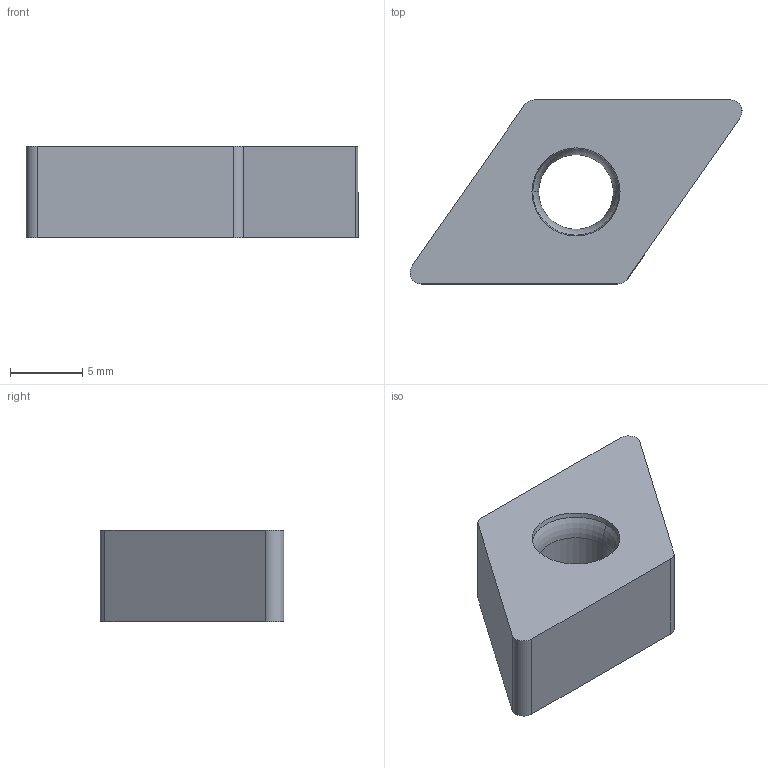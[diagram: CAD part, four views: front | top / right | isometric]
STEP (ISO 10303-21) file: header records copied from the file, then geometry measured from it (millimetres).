
FILE_DESCRIPTION((''),'2;1');
FILE_NAME('71403154','2019-03-28T07:19:48',('piechottad'),(''),'CREO PARAMETRIC BY PTC INC, 2018400','CREO PARAMETRIC BY PTC INC, 2018400','');
FILE_SCHEMA(('AUTOMOTIVE_DESIGN { 1 0 10303 214 1 1 1 1 }'));
Length unit declared in the file: millimetre
Products named in the file (1): 71403154
Bounding box: 22.92 x 12.7 x 6.35 mm (x, y, z)
Volume: 1104.8 mm3; surface area: 824.1 mm2
Topology: 1 solids, 1 shells, 16 faces, 48 edges, 34 vertices
Faces by surface type: plane 6, cylinder 6, torus 2, cone 2
Entity records: 1094 total; most frequent: DIRECTION 122, CARTESIAN_POINT 101, ORIENTED_EDGE 76, PRESENTATION_STYLE_ASSIGNMENT 62, STYLED_ITEM 62, CURVE_STYLE 60, AXIS2_PLACEMENT_3D 47, PROPERTY_DEFINITION 44
